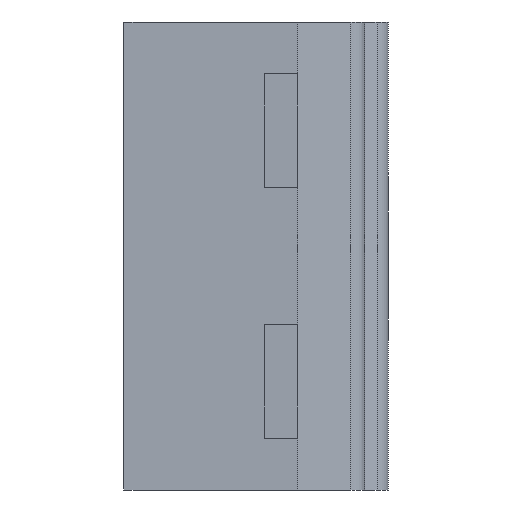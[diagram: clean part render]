
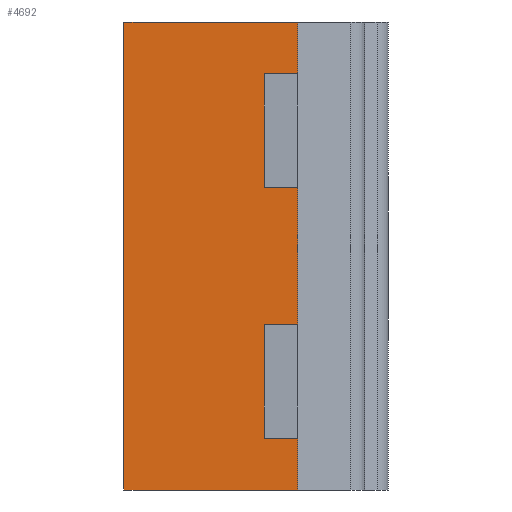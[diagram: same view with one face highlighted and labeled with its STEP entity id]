
A CAD part, left-side view. The second image highlights one B-rep face of the part: STEP entity #4692.
In plain terms, the highlighted planar face has unit normal (-1, 0, 0).
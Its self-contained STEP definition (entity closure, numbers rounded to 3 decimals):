
#2578 = PLANE('',#2579);
#2579 = AXIS2_PLACEMENT_3D('',#2580,#2581,#2582);
#2580 = CARTESIAN_POINT('',(1.6,0.,-1.4));
#2581 = DIRECTION('',(0.,0.,-1.));
#2582 = DIRECTION('',(-1.,0.,0.));
#2639 = PLANE('',#2640);
#2640 = AXIS2_PLACEMENT_3D('',#2641,#2642,#2643);
#2641 = CARTESIAN_POINT('',(-1.6,0.,1.4));
#2642 = DIRECTION('',(0.,0.,1.));
#2643 = DIRECTION('',(1.,0.,0.));
#2897 = VERTEX_POINT('',#2898);
#2898 = CARTESIAN_POINT('',(-1.6,0.84,1.4));
#2912 = PLANE('',#2913);
#2913 = AXIS2_PLACEMENT_3D('',#2914,#2915,#2916);
#2914 = CARTESIAN_POINT('',(0.,0.84,0.));
#2915 = DIRECTION('',(0.,1.,0.));
#2916 = DIRECTION('',(0.,0.,1.));
#2924 = EDGE_CURVE('',#2925,#2897,#2927,.T.);
#2925 = VERTEX_POINT('',#2926);
#2926 = CARTESIAN_POINT('',(-1.6,-0.2,1.4));
#2927 = SURFACE_CURVE('',#2928,(#2932,#2939),.PCURVE_S1.);
#2928 = LINE('',#2929,#2930);
#2929 = CARTESIAN_POINT('',(-1.6,0.,1.4));
#2930 = VECTOR('',#2931,1.);
#2931 = DIRECTION('',(0.,1.,0.));
#2932 = PCURVE('',#2639,#2933);
#2933 = DEFINITIONAL_REPRESENTATION('',(#2934),#2938);
#2934 = LINE('',#2935,#2936);
#2935 = CARTESIAN_POINT('',(0.,0.));
#2936 = VECTOR('',#2937,1.);
#2937 = DIRECTION('',(0.,1.));
#2938 = ( GEOMETRIC_REPRESENTATION_CONTEXT(2) 
PARAMETRIC_REPRESENTATION_CONTEXT() REPRESENTATION_CONTEXT('2D SPACE',''
  ) );
#2939 = PCURVE('',#2940,#2945);
#2940 = PLANE('',#2941);
#2941 = AXIS2_PLACEMENT_3D('',#2942,#2943,#2944);
#2942 = CARTESIAN_POINT('',(-1.6,0.,-1.4));
#2943 = DIRECTION('',(-1.,0.,0.));
#2944 = DIRECTION('',(0.,0.,1.));
#2945 = DEFINITIONAL_REPRESENTATION('',(#2946),#2950);
#2946 = LINE('',#2947,#2948);
#2947 = CARTESIAN_POINT('',(2.8,0.));
#2948 = VECTOR('',#2949,1.);
#2949 = DIRECTION('',(0.,1.));
#2950 = ( GEOMETRIC_REPRESENTATION_CONTEXT(2) 
PARAMETRIC_REPRESENTATION_CONTEXT() REPRESENTATION_CONTEXT('2D SPACE',''
  ) );
#2968 = PLANE('',#2969);
#2969 = AXIS2_PLACEMENT_3D('',#2970,#2971,#2972);
#2970 = CARTESIAN_POINT('',(0.,-0.2,0.));
#2971 = DIRECTION('',(0.,-1.,0.));
#2972 = DIRECTION('',(0.,0.,-1.));
#3953 = EDGE_CURVE('',#2925,#3954,#3956,.T.);
#3954 = VERTEX_POINT('',#3955);
#3955 = CARTESIAN_POINT('',(-1.6,-0.2,-1.4));
#3956 = SURFACE_CURVE('',#3957,(#3961,#3968),.PCURVE_S1.);
#3957 = LINE('',#3958,#3959);
#3958 = CARTESIAN_POINT('',(-1.6,-0.2,1.4));
#3959 = VECTOR('',#3960,1.);
#3960 = DIRECTION('',(0.,0.,-1.));
#3961 = PCURVE('',#2968,#3962);
#3962 = DEFINITIONAL_REPRESENTATION('',(#3963),#3967);
#3963 = LINE('',#3964,#3965);
#3964 = CARTESIAN_POINT('',(-1.4,-1.6));
#3965 = VECTOR('',#3966,1.);
#3966 = DIRECTION('',(1.,0.));
#3967 = ( GEOMETRIC_REPRESENTATION_CONTEXT(2) 
PARAMETRIC_REPRESENTATION_CONTEXT() REPRESENTATION_CONTEXT('2D SPACE',''
  ) );
#3968 = PCURVE('',#2940,#3969);
#3969 = DEFINITIONAL_REPRESENTATION('',(#3970),#3974);
#3970 = LINE('',#3971,#3972);
#3971 = CARTESIAN_POINT('',(2.8,-0.2));
#3972 = VECTOR('',#3973,1.);
#3973 = DIRECTION('',(-1.,0.));
#3974 = ( GEOMETRIC_REPRESENTATION_CONTEXT(2) 
PARAMETRIC_REPRESENTATION_CONTEXT() REPRESENTATION_CONTEXT('2D SPACE',''
  ) );
#4646 = EDGE_CURVE('',#3954,#4647,#4649,.T.);
#4647 = VERTEX_POINT('',#4648);
#4648 = CARTESIAN_POINT('',(-1.6,0.84,-1.4));
#4649 = SURFACE_CURVE('',#4650,(#4654,#4661),.PCURVE_S1.);
#4650 = LINE('',#4651,#4652);
#4651 = CARTESIAN_POINT('',(-1.6,0.,-1.4));
#4652 = VECTOR('',#4653,1.);
#4653 = DIRECTION('',(0.,1.,0.));
#4654 = PCURVE('',#2578,#4655);
#4655 = DEFINITIONAL_REPRESENTATION('',(#4656),#4660);
#4656 = LINE('',#4657,#4658);
#4657 = CARTESIAN_POINT('',(3.2,0.));
#4658 = VECTOR('',#4659,1.);
#4659 = DIRECTION('',(0.,1.));
#4660 = ( GEOMETRIC_REPRESENTATION_CONTEXT(2) 
PARAMETRIC_REPRESENTATION_CONTEXT() REPRESENTATION_CONTEXT('2D SPACE',''
  ) );
#4661 = PCURVE('',#2940,#4662);
#4662 = DEFINITIONAL_REPRESENTATION('',(#4663),#4667);
#4663 = LINE('',#4664,#4665);
#4664 = CARTESIAN_POINT('',(0.,0.));
#4665 = VECTOR('',#4666,1.);
#4666 = DIRECTION('',(0.,1.));
#4667 = ( GEOMETRIC_REPRESENTATION_CONTEXT(2) 
PARAMETRIC_REPRESENTATION_CONTEXT() REPRESENTATION_CONTEXT('2D SPACE',''
  ) );
#4692 = ADVANCED_FACE('',(#4693),#2940,.T.);
#4693 = FACE_BOUND('',#4694,.T.);
#4694 = EDGE_LOOP('',(#4695,#4696,#4717,#4718));
#4695 = ORIENTED_EDGE('',*,*,#2924,.T.);
#4696 = ORIENTED_EDGE('',*,*,#4697,.F.);
#4697 = EDGE_CURVE('',#4647,#2897,#4698,.T.);
#4698 = SURFACE_CURVE('',#4699,(#4703,#4710),.PCURVE_S1.);
#4699 = LINE('',#4700,#4701);
#4700 = CARTESIAN_POINT('',(-1.6,0.84,1.4));
#4701 = VECTOR('',#4702,1.);
#4702 = DIRECTION('',(0.,0.,1.));
#4703 = PCURVE('',#2940,#4704);
#4704 = DEFINITIONAL_REPRESENTATION('',(#4705),#4709);
#4705 = LINE('',#4706,#4707);
#4706 = CARTESIAN_POINT('',(2.8,0.84));
#4707 = VECTOR('',#4708,1.);
#4708 = DIRECTION('',(1.,0.));
#4709 = ( GEOMETRIC_REPRESENTATION_CONTEXT(2) 
PARAMETRIC_REPRESENTATION_CONTEXT() REPRESENTATION_CONTEXT('2D SPACE',''
  ) );
#4710 = PCURVE('',#2912,#4711);
#4711 = DEFINITIONAL_REPRESENTATION('',(#4712),#4716);
#4712 = LINE('',#4713,#4714);
#4713 = CARTESIAN_POINT('',(1.4,-1.6));
#4714 = VECTOR('',#4715,1.);
#4715 = DIRECTION('',(1.,0.));
#4716 = ( GEOMETRIC_REPRESENTATION_CONTEXT(2) 
PARAMETRIC_REPRESENTATION_CONTEXT() REPRESENTATION_CONTEXT('2D SPACE',''
  ) );
#4717 = ORIENTED_EDGE('',*,*,#4646,.F.);
#4718 = ORIENTED_EDGE('',*,*,#3953,.F.);
